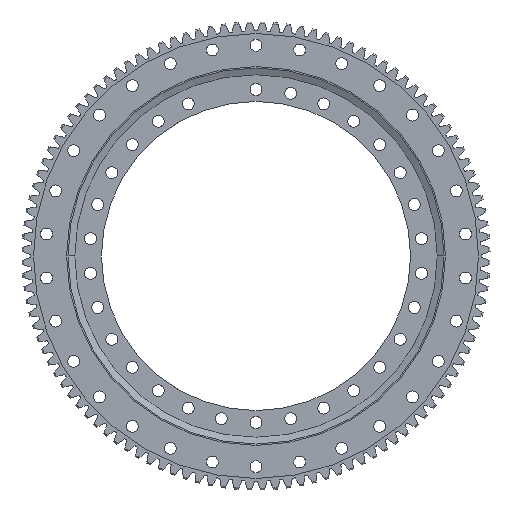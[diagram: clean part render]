
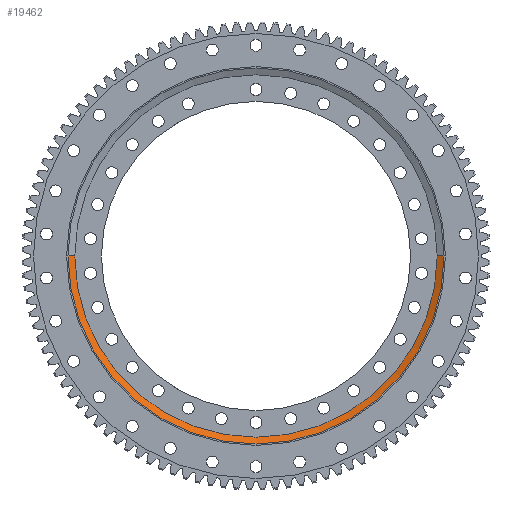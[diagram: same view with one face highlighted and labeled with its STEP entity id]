
A CAD part, front view. The second image highlights one B-rep face of the part: STEP entity #19462.
In plain terms, the highlighted conical face has half-angle 63.206 degrees and reference radius 276.77 mm.
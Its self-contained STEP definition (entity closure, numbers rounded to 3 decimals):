
#514 = ORIENTED_EDGE ( 'NONE', *, *, #25841, .T. ) ;
#2213 = VECTOR ( 'NONE', #17692, 1000. ) ;
#2626 = EDGE_CURVE ( 'NONE', #20137, #17074, #5079, .T. ) ;
#3553 = CARTESIAN_POINT ( 'NONE',  ( 0., -32.05, 0. ) ) ;
#5079 = LINE ( 'NONE', #15834, #28981 ) ;
#5445 = CARTESIAN_POINT ( 'NONE',  ( 0., -32.05, 0. ) ) ;
#5642 = FACE_OUTER_BOUND ( 'NONE', #15442, .T. ) ;
#5656 = AXIS2_PLACEMENT_3D ( 'NONE', #3553, #5851, #24349 ) ;
#5838 = CIRCLE ( 'NONE', #25344, 276.77 ) ;
#5851 = DIRECTION ( 'NONE',  ( 0., -1., 0. ) ) ;
#7660 = CARTESIAN_POINT ( 'NONE',  ( 266.77, -27., 0. ) ) ;
#7785 = DIRECTION ( 'NONE',  ( -1., 0., 0. ) ) ;
#7979 = VERTEX_POINT ( 'NONE', #18132 ) ;
#8419 = DIRECTION ( 'NONE',  ( 0., 1., 0. ) ) ;
#9649 = CONICAL_SURFACE ( 'NONE', #5656, 276.77, 1.103 ) ;
#9744 = CARTESIAN_POINT ( 'NONE',  ( 276.77, -32.05, 0. ) ) ;
#13002 = CARTESIAN_POINT ( 'NONE',  ( -276.77, -32.05, 0. ) ) ;
#14172 = ORIENTED_EDGE ( 'NONE', *, *, #15619, .F. ) ;
#15442 = EDGE_LOOP ( 'NONE', ( #514, #15704, #14172, #16350 ) ) ;
#15619 = EDGE_CURVE ( 'NONE', #17074, #21477, #5838, .T. ) ;
#15704 = ORIENTED_EDGE ( 'NONE', *, *, #15769, .T. ) ;
#15769 = EDGE_CURVE ( 'NONE', #7979, #21477, #26891, .T. ) ;
#15834 = CARTESIAN_POINT ( 'NONE',  ( 276.77, -32.05, 0. ) ) ;
#16196 = DIRECTION ( 'NONE',  ( 0.893, -0.451, 0. ) ) ;
#16350 = ORIENTED_EDGE ( 'NONE', *, *, #2626, .F. ) ;
#16795 = AXIS2_PLACEMENT_3D ( 'NONE', #22345, #8419, #24683 ) ;
#17074 = VERTEX_POINT ( 'NONE', #9744 ) ;
#17692 = DIRECTION ( 'NONE',  ( -0.893, -0.451, 0. ) ) ;
#18132 = CARTESIAN_POINT ( 'NONE',  ( -266.77, -27., 0. ) ) ;
#19462 = ADVANCED_FACE ( 'NONE', ( #5642 ), #9649, .F. ) ;
#20137 = VERTEX_POINT ( 'NONE', #7660 ) ;
#21477 = VERTEX_POINT ( 'NONE', #22941 ) ;
#21731 = DIRECTION ( 'NONE',  ( 0., 1., 0. ) ) ;
#22345 = CARTESIAN_POINT ( 'NONE',  ( 0., -27., 0. ) ) ;
#22941 = CARTESIAN_POINT ( 'NONE',  ( -276.77, -32.05, 0. ) ) ;
#24349 = DIRECTION ( 'NONE',  ( 1., 0., 0. ) ) ;
#24683 = DIRECTION ( 'NONE',  ( -1., 0., 0. ) ) ;
#25344 = AXIS2_PLACEMENT_3D ( 'NONE', #5445, #21731, #7785 ) ;
#25841 = EDGE_CURVE ( 'NONE', #20137, #7979, #28107, .T. ) ;
#26891 = LINE ( 'NONE', #13002, #2213 ) ;
#28107 = CIRCLE ( 'NONE', #16795, 266.77 ) ;
#28981 = VECTOR ( 'NONE', #16196, 1000. ) ;
